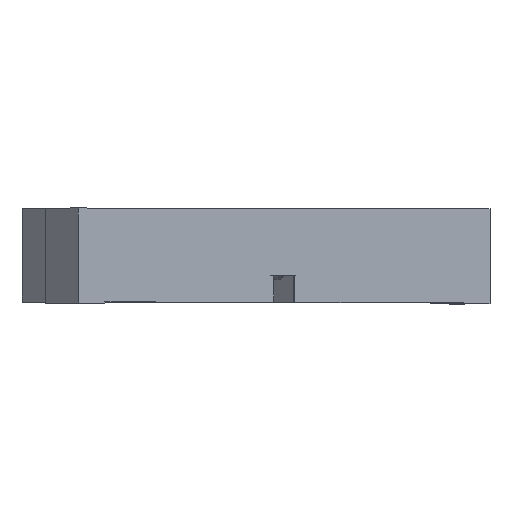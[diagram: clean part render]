
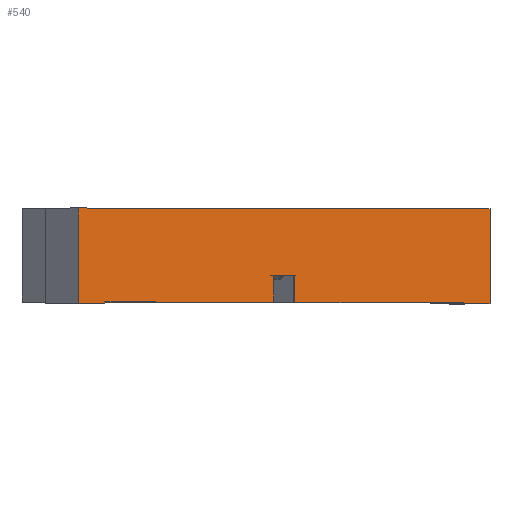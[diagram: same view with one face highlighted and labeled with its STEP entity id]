
A CAD part, top view. The second image highlights one B-rep face of the part: STEP entity #540.
In plain terms, the highlighted planar face has unit normal (0.707, 0, 0.707).
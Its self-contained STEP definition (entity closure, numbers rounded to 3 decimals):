
#52=FACE_OUTER_BOUND('',#81,.T.);
#81=EDGE_LOOP('',(#401,#402,#403,#404,#405,#406,#407,#408,#409,#410,#411,
#412));
#122=LINE('',#828,#184);
#123=LINE('',#833,#185);
#126=LINE('',#840,#188);
#127=LINE('',#846,#189);
#128=LINE('',#848,#190);
#129=LINE('',#850,#191);
#130=LINE('',#852,#192);
#131=LINE('',#854,#193);
#132=LINE('',#856,#194);
#133=LINE('',#858,#195);
#134=LINE('',#860,#196);
#135=LINE('',#861,#197);
#184=VECTOR('',#641,10.);
#185=VECTOR('',#648,10.);
#188=VECTOR('',#657,10.);
#189=VECTOR('',#666,10.);
#190=VECTOR('',#667,10.);
#191=VECTOR('',#668,10.);
#192=VECTOR('',#669,10.);
#193=VECTOR('',#670,10.);
#194=VECTOR('',#671,10.);
#195=VECTOR('',#672,10.);
#196=VECTOR('',#673,10.);
#197=VECTOR('',#674,10.);
#248=VERTEX_POINT('',#826);
#249=VERTEX_POINT('',#827);
#250=VERTEX_POINT('',#832);
#251=VERTEX_POINT('',#839);
#252=VERTEX_POINT('',#845);
#253=VERTEX_POINT('',#847);
#254=VERTEX_POINT('',#849);
#255=VERTEX_POINT('',#851);
#256=VERTEX_POINT('',#853);
#257=VERTEX_POINT('',#855);
#258=VERTEX_POINT('',#857);
#259=VERTEX_POINT('',#859);
#300=EDGE_CURVE('',#248,#249,#122,.T.);
#303=EDGE_CURVE('',#250,#248,#123,.T.);
#308=EDGE_CURVE('',#251,#250,#126,.T.);
#311=EDGE_CURVE('',#252,#249,#127,.T.);
#312=EDGE_CURVE('',#253,#252,#128,.T.);
#313=EDGE_CURVE('',#254,#253,#129,.T.);
#314=EDGE_CURVE('',#254,#255,#130,.T.);
#315=EDGE_CURVE('',#256,#255,#131,.T.);
#316=EDGE_CURVE('',#257,#256,#132,.T.);
#317=EDGE_CURVE('',#257,#258,#133,.T.);
#318=EDGE_CURVE('',#258,#259,#134,.T.);
#319=EDGE_CURVE('',#251,#259,#135,.T.);
#401=ORIENTED_EDGE('',*,*,#308,.T.);
#402=ORIENTED_EDGE('',*,*,#303,.T.);
#403=ORIENTED_EDGE('',*,*,#300,.T.);
#404=ORIENTED_EDGE('',*,*,#311,.F.);
#405=ORIENTED_EDGE('',*,*,#312,.F.);
#406=ORIENTED_EDGE('',*,*,#313,.F.);
#407=ORIENTED_EDGE('',*,*,#314,.T.);
#408=ORIENTED_EDGE('',*,*,#315,.F.);
#409=ORIENTED_EDGE('',*,*,#316,.F.);
#410=ORIENTED_EDGE('',*,*,#317,.T.);
#411=ORIENTED_EDGE('',*,*,#318,.T.);
#412=ORIENTED_EDGE('',*,*,#319,.F.);
#514=PLANE('',#587);
#540=ADVANCED_FACE('',(#52),#514,.T.);
#587=AXIS2_PLACEMENT_3D('',#844,#664,#665);
#641=DIRECTION('',(0.,-1.,0.));
#648=DIRECTION('',(0.707,0.,-0.707));
#657=DIRECTION('',(0.,1.,0.));
#664=DIRECTION('center_axis',(0.707,0.,0.707));
#665=DIRECTION('ref_axis',(0.707,0.,-0.707));
#666=DIRECTION('',(-0.707,0.,0.707));
#667=DIRECTION('',(0.,1.,0.));
#668=DIRECTION('',(-0.707,0.,0.707));
#669=DIRECTION('',(0.,1.,0.));
#670=DIRECTION('',(0.707,0.,-0.707));
#671=DIRECTION('',(0.,1.,0.));
#672=DIRECTION('',(0.707,0.,-0.707));
#673=DIRECTION('',(0.,1.,0.));
#674=DIRECTION('',(-0.707,0.,0.707));
#826=CARTESIAN_POINT('',(5.586,127.5,3.323));
#827=CARTESIAN_POINT('',(5.586,124.642,3.323));
#828=CARTESIAN_POINT('',(5.586,127.5,3.323));
#832=CARTESIAN_POINT('',(3.323,127.5,5.586));
#833=CARTESIAN_POINT('',(14.708,127.5,-5.798));
#839=CARTESIAN_POINT('',(3.323,124.642,5.586));
#840=CARTESIAN_POINT('',(3.323,127.5,5.586));
#844=CARTESIAN_POINT('Origin',(24.961,129.569,-16.051));
#845=CARTESIAN_POINT('',(23.547,124.642,-14.637));
#846=CARTESIAN_POINT('',(23.547,124.642,-14.637));
#847=CARTESIAN_POINT('',(23.547,124.496,-14.637));
#848=CARTESIAN_POINT('',(23.547,124.496,-14.637));
#849=CARTESIAN_POINT('',(26.375,124.496,-17.466));
#850=CARTESIAN_POINT('',(26.375,124.496,-17.466));
#851=CARTESIAN_POINT('',(26.375,134.642,-17.466));
#852=CARTESIAN_POINT('',(26.375,30.,-17.466));
#853=CARTESIAN_POINT('',(-17.466,134.642,26.375));
#854=CARTESIAN_POINT('',(23.547,134.642,-14.637));
#855=CARTESIAN_POINT('',(-17.466,124.496,26.375));
#856=CARTESIAN_POINT('',(-17.466,30.,26.375));
#857=CARTESIAN_POINT('',(-14.637,124.496,23.547));
#858=CARTESIAN_POINT('',(-17.466,124.496,26.375));
#859=CARTESIAN_POINT('',(-14.637,124.642,23.547));
#860=CARTESIAN_POINT('',(-14.637,124.496,23.547));
#861=CARTESIAN_POINT('',(23.547,124.642,-14.637));
